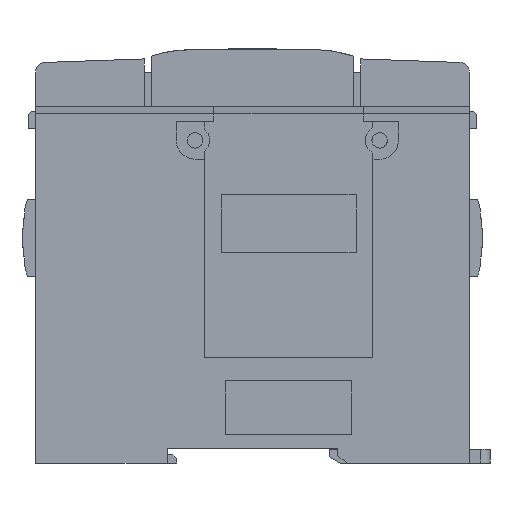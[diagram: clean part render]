
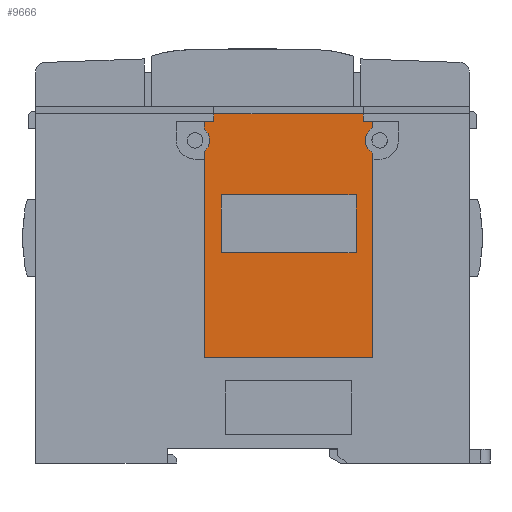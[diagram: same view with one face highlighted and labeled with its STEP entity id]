
A CAD part, left-side view. The second image highlights one B-rep face of the part: STEP entity #9666.
In plain terms, the highlighted free-form (B-spline) face has degree [1, 1] with [2, 2] control points.
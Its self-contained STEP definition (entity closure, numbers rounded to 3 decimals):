
#9487 = VERTEX_POINT('',#9488);
#9488 = CARTESIAN_POINT('',(-81.998,5.857,
    50.19));
#9493 = EDGE_CURVE('',#9494,#9487,#9496,.T.);
#9494 = VERTEX_POINT('',#9495);
#9495 = CARTESIAN_POINT('',(-81.998,5.857,
    39.377));
#9496 = B_SPLINE_CURVE_WITH_KNOTS('',1,(#9497,#9498),.UNSPECIFIED.,.F.,
  .F.,(2,2),(22.2,34.2),.PIECEWISE_BEZIER_KNOTS.);
#9497 = CARTESIAN_POINT('',(-81.998,5.857,
    39.377));
#9498 = CARTESIAN_POINT('',(-81.998,5.857,
    50.19));
#9648 = EDGE_CURVE('',#9487,#9649,#9651,.T.);
#9649 = VERTEX_POINT('',#9650);
#9650 = CARTESIAN_POINT('',(-81.998,-19.373,
    50.19));
#9651 = B_SPLINE_CURVE_WITH_KNOTS('',1,(#9652,#9653),.UNSPECIFIED.,.F.,
  .F.,(2,2),(4.,32.),.PIECEWISE_BEZIER_KNOTS.);
#9652 = CARTESIAN_POINT('',(-81.998,5.857,
    50.19));
#9653 = CARTESIAN_POINT('',(-81.998,-19.373,
    50.19));
#9666 = ADVANCED_FACE('',(#9667,#9683),#9771,.T.);
#9667 = FACE_BOUND('',#9668,.T.);
#9668 = EDGE_LOOP('',(#9669,#9670,#9677,#9682));
#9669 = ORIENTED_EDGE('',*,*,#9648,.T.);
#9670 = ORIENTED_EDGE('',*,*,#9671,.T.);
#9671 = EDGE_CURVE('',#9649,#9672,#9674,.T.);
#9672 = VERTEX_POINT('',#9673);
#9673 = CARTESIAN_POINT('',(-81.998,-19.373,
    39.377));
#9674 = B_SPLINE_CURVE_WITH_KNOTS('',1,(#9675,#9676),.UNSPECIFIED.,.F.,
  .F.,(2,2),(-34.2,-22.2),.PIECEWISE_BEZIER_KNOTS.);
#9675 = CARTESIAN_POINT('',(-81.998,-19.373,
    50.19));
#9676 = CARTESIAN_POINT('',(-81.998,-19.373,
    39.377));
#9677 = ORIENTED_EDGE('',*,*,#9678,.T.);
#9678 = EDGE_CURVE('',#9672,#9494,#9679,.T.);
#9679 = B_SPLINE_CURVE_WITH_KNOTS('',1,(#9680,#9681),.UNSPECIFIED.,.F.,
  .F.,(2,2),(-32.,-4.),.PIECEWISE_BEZIER_KNOTS.);
#9680 = CARTESIAN_POINT('',(-81.998,-19.373,
    39.377));
#9681 = CARTESIAN_POINT('',(-81.998,5.857,
    39.377));
#9682 = ORIENTED_EDGE('',*,*,#9493,.T.);
#9683 = FACE_BOUND('',#9684,.T.);
#9684 = EDGE_LOOP('',(#9685,#9694,#9701,#9708,#9715,#9722,#9729,#9737,
    #9744,#9751,#9758,#9766));
#9685 = ORIENTED_EDGE('',*,*,#9686,.T.);
#9686 = EDGE_CURVE('',#9687,#9689,#9691,.T.);
#9687 = VERTEX_POINT('',#9688);
#9688 = CARTESIAN_POINT('',(-81.998,-22.527,
    63.887));
#9689 = VERTEX_POINT('',#9690);
#9690 = CARTESIAN_POINT('',(-81.998,-20.725,
    63.887));
#9691 = B_SPLINE_CURVE_WITH_KNOTS('',1,(#9692,#9693),.UNSPECIFIED.,.F.,
  .F.,(2,2),(-35.5,-33.5),.PIECEWISE_BEZIER_KNOTS.);
#9692 = CARTESIAN_POINT('',(-81.998,-22.527,
    63.887));
#9693 = CARTESIAN_POINT('',(-81.998,-20.725,
    63.887));
#9694 = ORIENTED_EDGE('',*,*,#9695,.T.);
#9695 = EDGE_CURVE('',#9689,#9696,#9698,.T.);
#9696 = VERTEX_POINT('',#9697);
#9697 = CARTESIAN_POINT('',(-81.998,-20.725,
    65.328));
#9698 = B_SPLINE_CURVE_WITH_KNOTS('',1,(#9699,#9700),.UNSPECIFIED.,.F.,
  .F.,(2,2),(49.4,51.),.PIECEWISE_BEZIER_KNOTS.);
#9699 = CARTESIAN_POINT('',(-81.998,-20.725,
    63.887));
#9700 = CARTESIAN_POINT('',(-81.998,-20.725,
    65.328));
#9701 = ORIENTED_EDGE('',*,*,#9702,.T.);
#9702 = EDGE_CURVE('',#9696,#9703,#9705,.T.);
#9703 = VERTEX_POINT('',#9704);
#9704 = CARTESIAN_POINT('',(-81.998,7.209,
    65.328));
#9705 = B_SPLINE_CURVE_WITH_KNOTS('',1,(#9706,#9707),.UNSPECIFIED.,.F.,
  .F.,(2,2),(-33.5,-2.5),.PIECEWISE_BEZIER_KNOTS.);
#9706 = CARTESIAN_POINT('',(-81.998,-20.725,
    65.328));
#9707 = CARTESIAN_POINT('',(-81.998,7.209,
    65.328));
#9708 = ORIENTED_EDGE('',*,*,#9709,.T.);
#9709 = EDGE_CURVE('',#9703,#9710,#9712,.T.);
#9710 = VERTEX_POINT('',#9711);
#9711 = CARTESIAN_POINT('',(-81.998,7.209,
    63.887));
#9712 = B_SPLINE_CURVE_WITH_KNOTS('',1,(#9713,#9714),.UNSPECIFIED.,.F.,
  .F.,(2,2),(-51.,-49.4),.PIECEWISE_BEZIER_KNOTS.);
#9713 = CARTESIAN_POINT('',(-81.998,7.209,
    65.328));
#9714 = CARTESIAN_POINT('',(-81.998,7.209,
    63.887));
#9715 = ORIENTED_EDGE('',*,*,#9716,.T.);
#9716 = EDGE_CURVE('',#9710,#9717,#9719,.T.);
#9717 = VERTEX_POINT('',#9718);
#9718 = CARTESIAN_POINT('',(-81.998,9.011,
    63.887));
#9719 = B_SPLINE_CURVE_WITH_KNOTS('',1,(#9720,#9721),.UNSPECIFIED.,.F.,
  .F.,(2,2),(-2.5,-0.5),.PIECEWISE_BEZIER_KNOTS.);
#9720 = CARTESIAN_POINT('',(-81.998,7.209,
    63.887));
#9721 = CARTESIAN_POINT('',(-81.998,9.011,
    63.887));
#9722 = ORIENTED_EDGE('',*,*,#9723,.T.);
#9723 = EDGE_CURVE('',#9717,#9724,#9726,.T.);
#9724 = VERTEX_POINT('',#9725);
#9725 = CARTESIAN_POINT('',(-81.998,9.011,
    62.464));
#9726 = B_SPLINE_CURVE_WITH_KNOTS('',1,(#9727,#9728),.UNSPECIFIED.,.F.,
  .F.,(2,2),(-49.4,-47.822),.PIECEWISE_BEZIER_KNOTS.);
#9727 = CARTESIAN_POINT('',(-81.998,9.011,
    63.887));
#9728 = CARTESIAN_POINT('',(-81.998,9.011,
    62.464));
#9729 = ORIENTED_EDGE('',*,*,#9730,.T.);
#9730 = EDGE_CURVE('',#9724,#9731,#9733,.T.);
#9731 = VERTEX_POINT('',#9732);
#9732 = CARTESIAN_POINT('',(-81.998,9.011,
    58.28));
#9733 = ( BOUNDED_CURVE() B_SPLINE_CURVE(2,(#9734,#9735,#9736),
.UNSPECIFIED.,.F.,.F.) B_SPLINE_CURVE_WITH_KNOTS((3,3),(3.827,
5.597),.PIECEWISE_BEZIER_KNOTS.) CURVE() 
GEOMETRIC_REPRESENTATION_ITEM() RATIONAL_B_SPLINE_CURVE((1.,
0.633,1.)) REPRESENTATION_ITEM('') );
#9734 = CARTESIAN_POINT('',(-81.998,9.011,
    62.464));
#9735 = CARTESIAN_POINT('',(-81.998,6.455,60.372
    ));
#9736 = CARTESIAN_POINT('',(-81.998,9.011,
    58.28));
#9737 = ORIENTED_EDGE('',*,*,#9738,.T.);
#9738 = EDGE_CURVE('',#9731,#9739,#9741,.T.);
#9739 = VERTEX_POINT('',#9740);
#9740 = CARTESIAN_POINT('',(-81.998,9.011,
    19.824));
#9741 = B_SPLINE_CURVE_WITH_KNOTS('',1,(#9742,#9743),.UNSPECIFIED.,.F.,
  .F.,(2,2),(-43.178,-0.5),.PIECEWISE_BEZIER_KNOTS.);
#9742 = CARTESIAN_POINT('',(-81.998,9.011,
    58.28));
#9743 = CARTESIAN_POINT('',(-81.998,9.011,
    19.824));
#9744 = ORIENTED_EDGE('',*,*,#9745,.F.);
#9745 = EDGE_CURVE('',#9746,#9739,#9748,.T.);
#9746 = VERTEX_POINT('',#9747);
#9747 = CARTESIAN_POINT('',(-81.998,-22.527,
    19.824));
#9748 = B_SPLINE_CURVE_WITH_KNOTS('',1,(#9749,#9750),.UNSPECIFIED.,.F.,
  .F.,(2,2),(0.,35.),.PIECEWISE_BEZIER_KNOTS.);
#9749 = CARTESIAN_POINT('',(-81.998,-22.527,
    19.824));
#9750 = CARTESIAN_POINT('',(-81.998,9.011,
    19.824));
#9751 = ORIENTED_EDGE('',*,*,#9752,.T.);
#9752 = EDGE_CURVE('',#9746,#9753,#9755,.T.);
#9753 = VERTEX_POINT('',#9754);
#9754 = CARTESIAN_POINT('',(-81.998,-22.527,
    57.982));
#9755 = B_SPLINE_CURVE_WITH_KNOTS('',1,(#9756,#9757),.UNSPECIFIED.,.F.,
  .F.,(2,2),(0.5,42.847),.PIECEWISE_BEZIER_KNOTS.);
#9756 = CARTESIAN_POINT('',(-81.998,-22.527,
    19.824));
#9757 = CARTESIAN_POINT('',(-81.998,-22.527,
    57.982));
#9758 = ORIENTED_EDGE('',*,*,#9759,.T.);
#9759 = EDGE_CURVE('',#9753,#9760,#9762,.T.);
#9760 = VERTEX_POINT('',#9761);
#9761 = CARTESIAN_POINT('',(-81.998,-22.527,
    62.763));
#9762 = ( BOUNDED_CURVE() B_SPLINE_CURVE(2,(#9763,#9764,#9765),
.UNSPECIFIED.,.F.,.F.) B_SPLINE_CURVE_WITH_KNOTS((3,3),(0.486,
2.656),.PIECEWISE_BEZIER_KNOTS.) CURVE() 
GEOMETRIC_REPRESENTATION_ITEM() RATIONAL_B_SPLINE_CURVE((1.,
0.467,1.)) REPRESENTATION_ITEM('') );
#9763 = CARTESIAN_POINT('',(-81.998,-22.527,
    57.982));
#9764 = CARTESIAN_POINT('',(-81.998,-17.996,
    60.372));
#9765 = CARTESIAN_POINT('',(-81.998,-22.527,
    62.763));
#9766 = ORIENTED_EDGE('',*,*,#9767,.T.);
#9767 = EDGE_CURVE('',#9760,#9687,#9768,.T.);
#9768 = B_SPLINE_CURVE_WITH_KNOTS('',1,(#9769,#9770),.UNSPECIFIED.,.F.,
  .F.,(2,2),(48.153,49.4),.PIECEWISE_BEZIER_KNOTS.);
#9769 = CARTESIAN_POINT('',(-81.998,-22.527,
    62.763));
#9770 = CARTESIAN_POINT('',(-81.998,-22.527,
    63.887));
#9771 = B_SPLINE_SURFACE_WITH_KNOTS('',1,1,(
    (#9772,#9773)
    ,(#9774,#9775
    )),.UNSPECIFIED.,.F.,.F.,.F.,(2,2),(2,2),(0.5,35.5),(0.5,51.),
  .PIECEWISE_BEZIER_KNOTS.);
#9772 = CARTESIAN_POINT('',(-81.998,9.011,
    19.824));
#9773 = CARTESIAN_POINT('',(-81.998,9.011,
    65.328));
#9774 = CARTESIAN_POINT('',(-81.998,-22.527,
    19.824));
#9775 = CARTESIAN_POINT('',(-81.998,-22.527,
    65.328));
